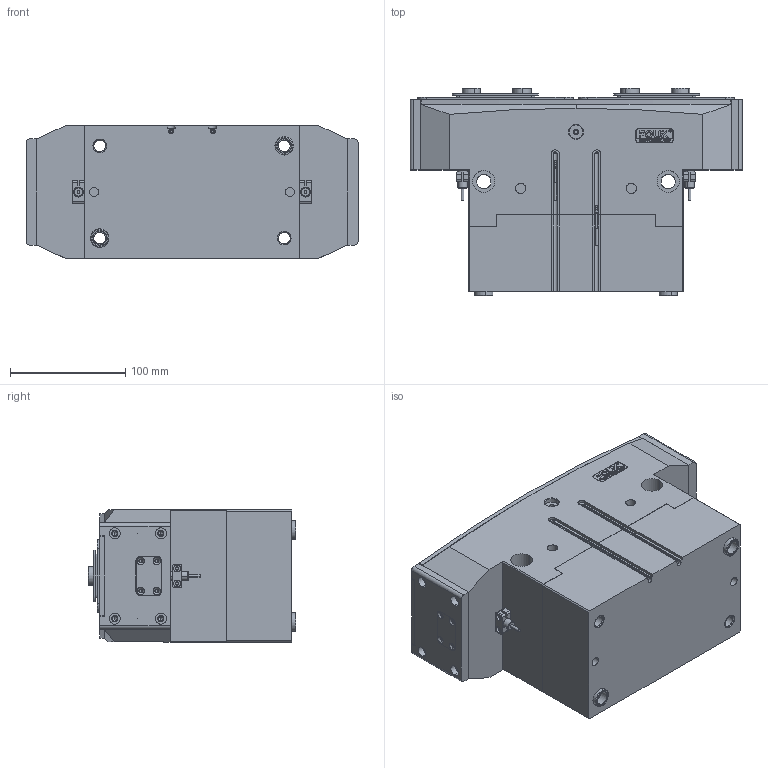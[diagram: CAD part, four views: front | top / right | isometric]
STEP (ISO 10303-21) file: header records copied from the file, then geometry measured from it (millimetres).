
FILE_DESCRIPTION (( 'STEP AP203' ), '1' );
FILE_NAME ('FR117-270-P-NC.STEP', '2025-05-06T09:30:38', ( 'USER-' ), ( 'Microsoft' ), 'SwSTEP 2.0', 'SolidWorks 2018', '' );
FILE_SCHEMA (( 'CONFIG_CONTROL_DESIGN' ));
Length unit declared in the file: millimetre
Products named in the file (20): 32x12-R2; TRT117-270-MX-01 喘倛褲极-1; TR240-15耜猾苤裔耀倰; 8-30 換覜ん; TRT117-270-M-11 奻葡裔啣; TRT117-270-MX-02 喘倛賑輸; FR117-270-P-NC; P-GS-T-01 喘倛蚚標釱; TRT117-270-M-14 忒硌薊啣; TRT117-270-M-12 耜猾极; 苤覜聆假蚾璃; TRT117-270-MX-22B 晊扥极; 内六角圆柱头螺钉[GBT70_1-2008][M2.5×8]_M2.5×8; TRT117-270-MX-06 笢猾え-1; ﾏ擎ﾗ16｡ﾁ12｡ﾁ8; 揤輸蚾饜极; 棠羲換覜ん; TRT117-270-M-13 移动挡板(默认); ﾏ擎ﾗ16｡ﾁ12｡ﾁ17; FR113-265
Assembly tree (33 placements, depth 4):
  FR117-270-P-NC
    TRT117-270-M-11 奻葡裔啣
    TRT117-270-M-12 耜猾极  x2
    TRT117-270-M-14 忒硌薊啣  x2
    TRT117-270-M-13 移动挡板(默认)  x2
    TR240-15耜猾苤裔耀倰  x2
    FR113-265
      TRT117-270-MX-01 喘倛褲极-1
      TRT117-270-MX-02 喘倛賑輸  x2
      8-30 換覜ん  x2
      P-GS-T-01 喘倛蚚標釱  x2
      32x12-R2
      棠羲換覜ん  x2
      揤輸蚾饜极  x2
        内六角圆柱头螺钉[GBT70_1-2008][M2.5×8]_M2.5×8
        苤覜聆假蚾璃
      TRT117-270-MX-06 笢猾え-1
    ﾏ擎ﾗ16｡ﾁ12｡ﾁ17  x4
    TRT117-270-MX-22B 晊扥极
    ﾏ擎ﾗ16｡ﾁ12｡ﾁ8  x2
Bounding box: 288 x 180 x 115 mm (x, y, z)
Volume: 3935789 mm3; surface area: 493166.4 mm2
Topology: 33 solids, 39 shells, 1909 faces, 4869 edges, 3085 vertices
Faces by surface type: plane 784, cylinder 643, cone 311, bspline 155, torus 16
Entity records: 51908 total; most frequent: CARTESIAN_POINT 14564, ORIENTED_EDGE 7298, DIRECTION 7014, EDGE_CURVE 3649, AXIS2_PLACEMENT_3D 2391, VERTEX_POINT 2367, LINE 2232, VECTOR 2232
